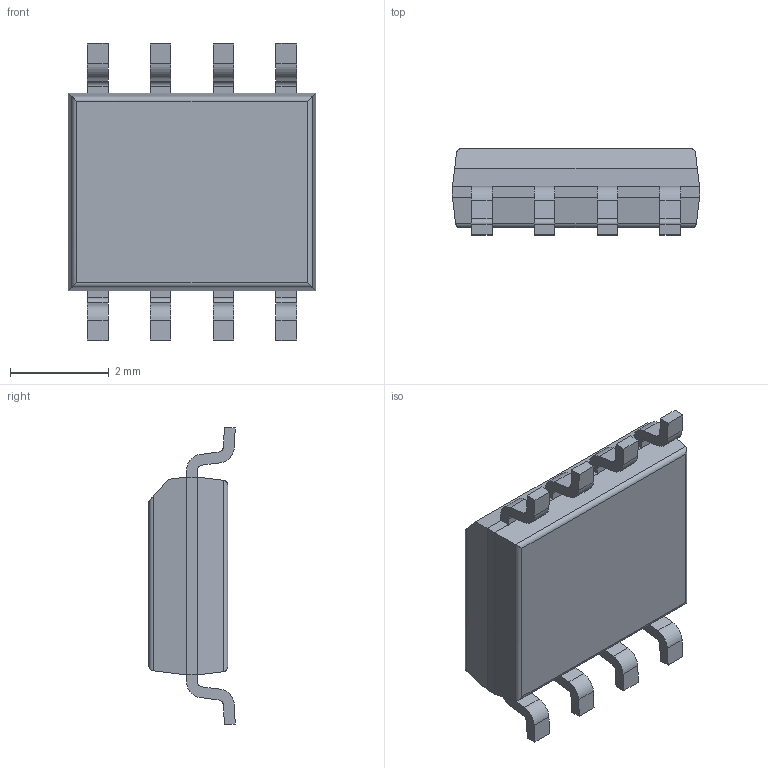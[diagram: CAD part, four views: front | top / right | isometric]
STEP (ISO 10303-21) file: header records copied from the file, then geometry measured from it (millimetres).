
FILE_DESCRIPTION((''),'2;1');
FILE_NAME('SO-8_MAXIM_ASM','2010-10-21T',('Simon'),(''),'PRO/ENGINEER BY PARAMETRIC TECHNOLOGY CORPORATION, 2008400','PRO/ENGINEER BY PARAMETRIC TECHNOLOGY CORPORATION, 2008400','');
FILE_SCHEMA(('AUTOMOTIVE_DESIGN_CC2 { 1 2 10303 214 -1 1 5 2 }'));
Length unit declared in the file: centimetre
Products named in the file (3): USER_LIBRARY-SOIC-8_SOIC-8_PINS; USER_LIBRARY-SOIC-8_SOIC-8_BODY; SO-8_MAXIM_ASM
Assembly tree (2 placements, depth 2):
  SO-8_MAXIM_ASM
    USER_LIBRARY-SOIC-8_SOIC-8_PINS
    USER_LIBRARY-SOIC-8_SOIC-8_BODY
Bounding box: 5 x 1.75 x 6.01 mm (x, y, z)
Volume: 33.3 mm3; surface area: 103.1 mm2
Topology: 2 solids, 2 shells, 119 faces, 328 edges, 214 vertices
Faces by surface type: plane 78, cylinder 39, bspline 2
Entity records: 6502 total; most frequent: CARTESIAN_POINT 918, ORIENTED_EDGE 656, DIRECTION 622, PRESENTATION_STYLE_ASSIGNMENT 449, STYLED_ITEM 330, CURVE_STYLE 328, EDGE_CURVE 328, VECTOR 250
